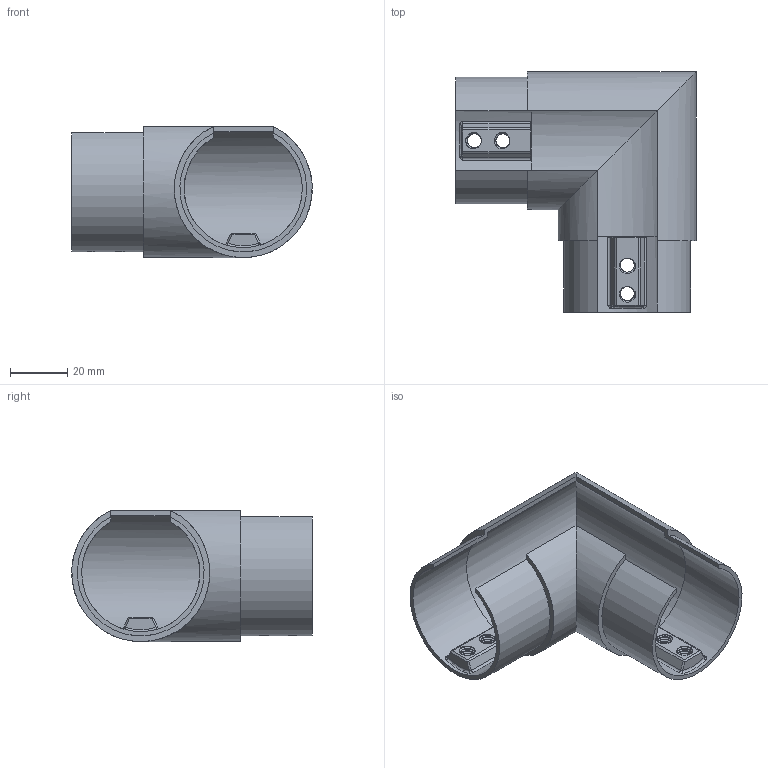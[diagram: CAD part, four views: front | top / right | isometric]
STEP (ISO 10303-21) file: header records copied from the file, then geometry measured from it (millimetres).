
FILE_DESCRIPTION(/* description */ (''),/* implementation_level */ '2;1');
FILE_NAME(/* name */ '1333_Cosch_Edelstahltechnik.stp',/* time_stamp */ '2018-08-27T18:55:21+02:00',/* author */ (''),/* organization */ (''),/* preprocessor_version */ 'ST-DEVELOPER v16',/* originating_system */ 'SIEMENS PLM Software NX 11.0',/* authorisation */ '');
FILE_SCHEMA (('AUTOMOTIVE_DESIGN { 1 0 10303 214 3 1 1 1 }'));
Length unit declared in the file: millimetre
Products named in the file (1): Goge0458A95D4mf9
Bounding box: 84.13 x 84.13 x 45.89 mm (x, y, z)
Volume: 25383.1 mm3; surface area: 31307.8 mm2
Topology: 1 solids, 1 shells, 80 faces, 206 edges, 128 vertices
Faces by surface type: plane 42, cylinder 20, bspline 16, torus 2
Entity records: 10606 total; most frequent: CARTESIAN_POINT 8775, ORIENTED_EDGE 412, DIRECTION 312, EDGE_CURVE 206, VERTEX_POINT 128, AXIS2_PLACEMENT_3D 109, LINE 94, VECTOR 94
